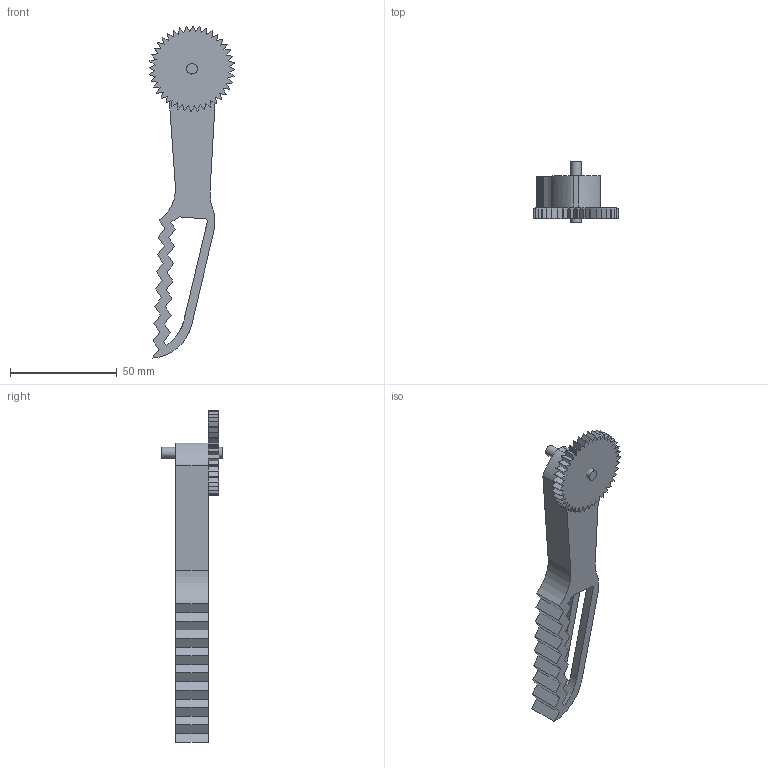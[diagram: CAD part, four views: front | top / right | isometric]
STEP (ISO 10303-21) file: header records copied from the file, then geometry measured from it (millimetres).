
FILE_DESCRIPTION(/* description */ (''),/* implementation_level */ '2;1');
FILE_NAME(/* name */ '6.step',/* time_stamp */ '2025-09-20T15:21:04+05:30',/* author */ (''),/* organization */ (''),/* preprocessor_version */ 'ST-DEVELOPER v20.1',/* originating_system */ 'Autodesk Translation Framework v14.17.0.0',/* authorisation */ '');
FILE_SCHEMA (('AUTOMOTIVE_DESIGN { 1 0 10303 214 3 1 1 }'));
Length unit declared in the file: millimetre
Products named in the file (2): JackArm; jackw2
Assembly tree (1 placements, depth 2):
  JackArm
    jackw2
Bounding box: 39.99 x 29 x 155.42 mm (x, y, z)
Volume: 34050.8 mm3; surface area: 14532.3 mm2
Topology: 2 solids, 2 shells, 181 faces, 528 edges, 352 vertices
Faces by surface type: plane 131, cylinder 48, bspline 2
Full cylindrical faces by diameter (mm): 5 x3
Entity records: 6178 total; most frequent: CARTESIAN_POINT 1238, ORIENTED_EDGE 1056, DIRECTION 986, EDGE_CURVE 528, LINE 418, VECTOR 418, VERTEX_POINT 352, AXIS2_PLACEMENT_3D 284
